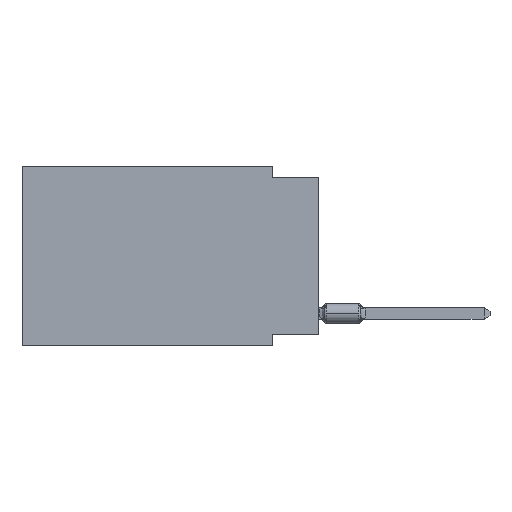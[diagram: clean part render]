
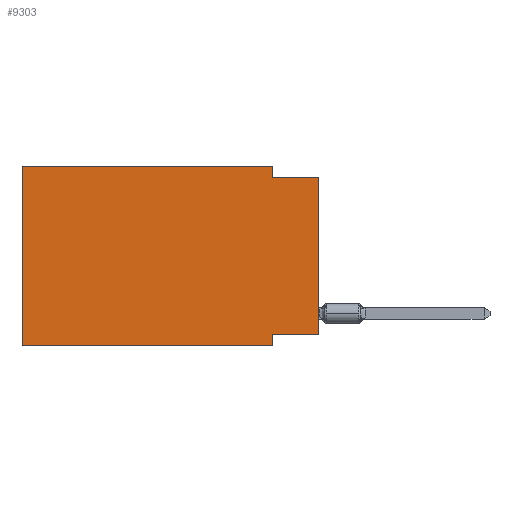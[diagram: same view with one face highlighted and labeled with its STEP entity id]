
A CAD part, left-side view. The second image highlights one B-rep face of the part: STEP entity #9303.
In plain terms, the highlighted planar face has unit normal (-1, 0, 0).
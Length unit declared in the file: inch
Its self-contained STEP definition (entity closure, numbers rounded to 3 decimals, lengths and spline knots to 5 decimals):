
#68 = VECTOR ( 'NONE', #8745, 39.37008 ) ;
#403 = ORIENTED_EDGE ( 'NONE', *, *, #10874, .F. ) ;
#805 = CARTESIAN_POINT ( 'NONE',  ( 0., 0.1, -0.39 ) ) ;
#1504 = VECTOR ( 'NONE', #9527, 39.37008 ) ;
#1605 = VECTOR ( 'NONE', #7922, 39.37008 ) ;
#1717 = VERTEX_POINT ( 'NONE', #5523 ) ;
#1919 = VECTOR ( 'NONE', #6823, 39.37008 ) ;
#1937 = CARTESIAN_POINT ( 'NONE',  ( 0., 0., -0.365 ) ) ;
#2367 = LINE ( 'NONE', #7251, #5722 ) ;
#2861 = CARTESIAN_POINT ( 'NONE',  ( 0., 0., -0.365 ) ) ;
#3022 = CARTESIAN_POINT ( 'NONE',  ( 0., 0., -0.025 ) ) ;
#3275 = LINE ( 'NONE', #3022, #8409 ) ;
#3302 = VERTEX_POINT ( 'NONE', #4580 ) ;
#3337 = ORIENTED_EDGE ( 'NONE', *, *, #9845, .F. ) ;
#3619 = EDGE_CURVE ( 'NONE', #1717, #7996, #5589, .T. ) ;
#4060 = VERTEX_POINT ( 'NONE', #11372 ) ;
#4165 = DIRECTION ( 'NONE',  ( 0., 0., 1. ) ) ;
#4188 = LINE ( 'NONE', #7144, #1605 ) ;
#4563 = CARTESIAN_POINT ( 'NONE',  ( 0., 0.1, 0. ) ) ;
#4568 = EDGE_CURVE ( 'NONE', #3302, #11754, #5800, .T. ) ;
#4580 = CARTESIAN_POINT ( 'NONE',  ( 0., 0.1, -0.365 ) ) ;
#4738 = CARTESIAN_POINT ( 'NONE',  ( 0., 0.1, -0.025 ) ) ;
#4893 = EDGE_CURVE ( 'NONE', #7838, #3302, #8808, .T. ) ;
#5523 = CARTESIAN_POINT ( 'NONE',  ( 0., 0.645, 0. ) ) ;
#5589 = LINE ( 'NONE', #8483, #1504 ) ;
#5722 = VECTOR ( 'NONE', #4165, 39.37008 ) ;
#5800 = LINE ( 'NONE', #805, #1919 ) ;
#6195 = CARTESIAN_POINT ( 'NONE',  ( 0., 0.1, 0. ) ) ;
#6198 = DIRECTION ( 'NONE',  ( 1., 0., 0. ) ) ;
#6363 = ORIENTED_EDGE ( 'NONE', *, *, #4568, .F. ) ;
#6714 = VECTOR ( 'NONE', #8500, 39.37008 ) ;
#6823 = DIRECTION ( 'NONE',  ( 0., 0., -1. ) ) ;
#6883 = ORIENTED_EDGE ( 'NONE', *, *, #3619, .F. ) ;
#7028 = DIRECTION ( 'NONE',  ( 0., 0., -1. ) ) ;
#7144 = CARTESIAN_POINT ( 'NONE',  ( 0., 0.645, -0.39 ) ) ;
#7251 = CARTESIAN_POINT ( 'NONE',  ( 0., 0.645, 0. ) ) ;
#7419 = LINE ( 'NONE', #12359, #12682 ) ;
#7721 = ORIENTED_EDGE ( 'NONE', *, *, #4893, .F. ) ;
#7838 = VERTEX_POINT ( 'NONE', #1937 ) ;
#7922 = DIRECTION ( 'NONE',  ( 0., -1., 0. ) ) ;
#7996 = VERTEX_POINT ( 'NONE', #6195 ) ;
#8409 = VECTOR ( 'NONE', #9932, 39.37008 ) ;
#8483 = CARTESIAN_POINT ( 'NONE',  ( 0., 0.645, 0. ) ) ;
#8500 = DIRECTION ( 'NONE',  ( 0., 0., -1. ) ) ;
#8745 = DIRECTION ( 'NONE',  ( 0., 1., 0. ) ) ;
#8808 = LINE ( 'NONE', #2861, #68 ) ;
#8967 = EDGE_CURVE ( 'NONE', #7838, #12778, #7419, .T. ) ;
#8990 = CARTESIAN_POINT ( 'NONE',  ( 0., 0.645, 0. ) ) ;
#9271 = ORIENTED_EDGE ( 'NONE', *, *, #11210, .F. ) ;
#9303 = ADVANCED_FACE ( 'NONE', ( #10077 ), #10015, .F. ) ;
#9527 = DIRECTION ( 'NONE',  ( 0., -1., 0. ) ) ;
#9845 = EDGE_CURVE ( 'NONE', #7996, #12441, #11214, .T. ) ;
#9906 = AXIS2_PLACEMENT_3D ( 'NONE', #8990, #6198, #7028 ) ;
#9932 = DIRECTION ( 'NONE',  ( 0., -1., 0. ) ) ;
#10015 = PLANE ( 'NONE',  #9906 ) ;
#10053 = EDGE_LOOP ( 'NONE', ( #10108, #403, #3337, #6883, #9271, #12647, #6363, #7721 ) ) ;
#10077 = FACE_OUTER_BOUND ( 'NONE', #10053, .T. ) ;
#10108 = ORIENTED_EDGE ( 'NONE', *, *, #8967, .T. ) ;
#10823 = EDGE_CURVE ( 'NONE', #4060, #11754, #4188, .T. ) ;
#10874 = EDGE_CURVE ( 'NONE', #12441, #12778, #3275, .T. ) ;
#11210 = EDGE_CURVE ( 'NONE', #4060, #1717, #2367, .T. ) ;
#11214 = LINE ( 'NONE', #4563, #6714 ) ;
#11250 = CARTESIAN_POINT ( 'NONE',  ( 0., 0., -0.025 ) ) ;
#11371 = DIRECTION ( 'NONE',  ( 0., 0., 1. ) ) ;
#11372 = CARTESIAN_POINT ( 'NONE',  ( 0., 0.645, -0.39 ) ) ;
#11376 = CARTESIAN_POINT ( 'NONE',  ( 0., 0.1, -0.39 ) ) ;
#11754 = VERTEX_POINT ( 'NONE', #11376 ) ;
#12359 = CARTESIAN_POINT ( 'NONE',  ( 0., 0., 0. ) ) ;
#12441 = VERTEX_POINT ( 'NONE', #4738 ) ;
#12647 = ORIENTED_EDGE ( 'NONE', *, *, #10823, .T. ) ;
#12682 = VECTOR ( 'NONE', #11371, 39.37008 ) ;
#12778 = VERTEX_POINT ( 'NONE', #11250 ) ;
